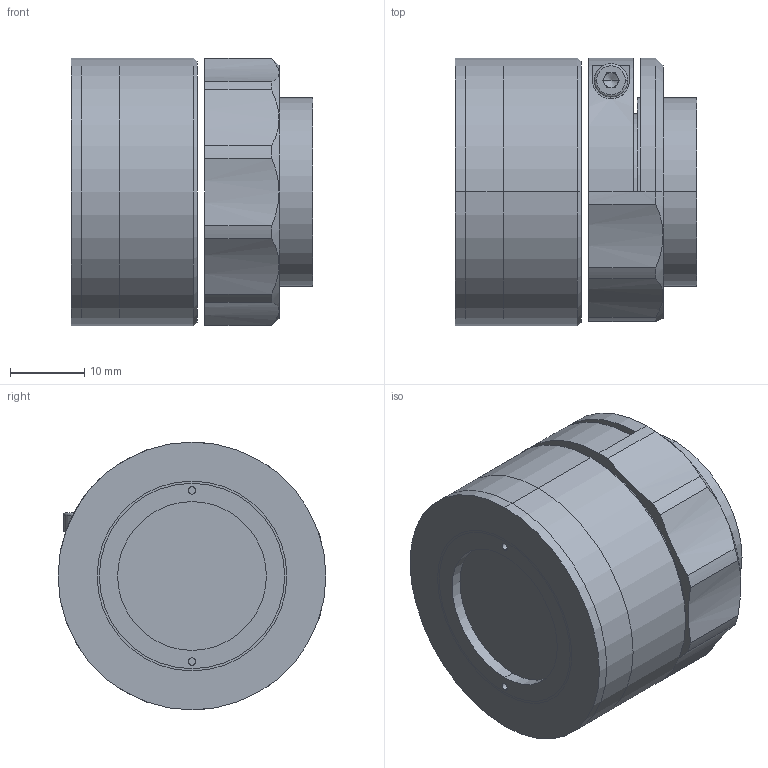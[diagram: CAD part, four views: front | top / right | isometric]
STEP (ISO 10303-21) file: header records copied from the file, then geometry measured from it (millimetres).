
FILE_DESCRIPTION (( 'STEP AP203' ), '1' );
FILE_NAME ('XF-MH03X105.STEP', '2020-04-10T08:13:36', ( 'puyufan' ), ( '' ), 'SwSTEP 2.0', 'SolidWorks 2014', '' );
FILE_SCHEMA (( 'CONFIG_CONTROL_DESIGN' ));
Length unit declared in the file: millimetre
Products named in the file (1): XF-MH03X105
Bounding box: 32.4 x 36 x 36 mm (x, y, z)
Surface area: 9843 mm2 (no closed solid volume)
Topology: 0 solids, 10 shells, 90 faces, 250 edges, 169 vertices
Faces by surface type: plane 38, cylinder 37, cone 13, torus 2
Entity records: 3054 total; most frequent: CARTESIAN_POINT 601, DIRECTION 553, ORIENTED_EDGE 419, EDGE_CURVE 248, AXIS2_PLACEMENT_3D 225, VERTEX_POINT 169, CIRCLE 134, EDGE_LOOP 109
